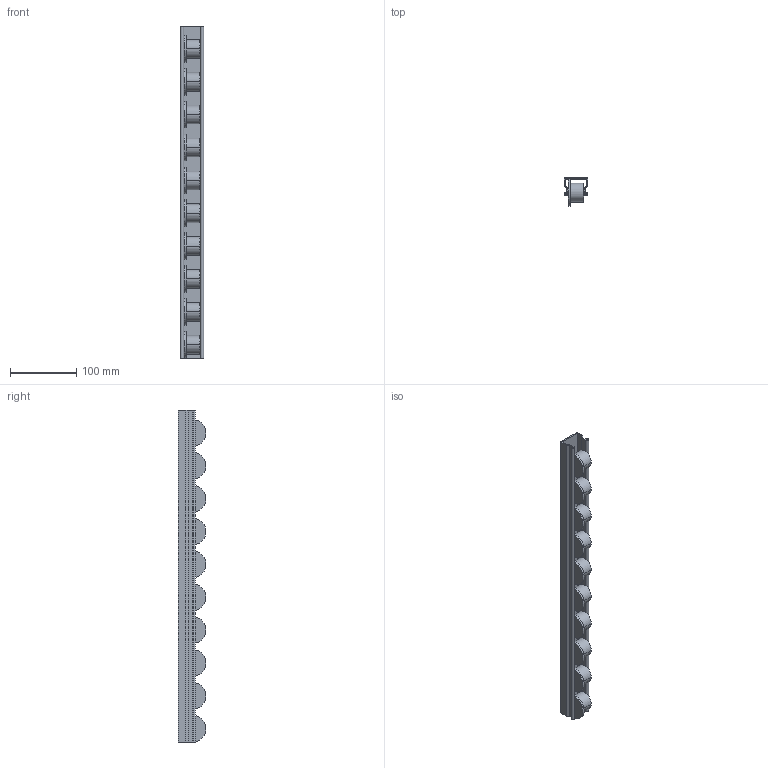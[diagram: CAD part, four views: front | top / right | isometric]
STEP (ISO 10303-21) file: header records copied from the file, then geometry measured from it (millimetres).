
FILE_DESCRIPTION (( 'STEP AP214' ), '1' );
FILE_NAME ('6750010', '2019-02-01T13:00:33', ( '' ), ('JUGARD+KÜNSTNER GmbH'), 'SwSTEP 2.0', 'SolidWorks 2017', '' );
FILE_SCHEMA (( 'AUTOMOTIVE_DESIGN' ));
Length unit declared in the file: millimetre
Products named in the file (1): 6750010_CNAJF00
Bounding box: 35 x 42 x 500 mm (x, y, z)
Volume: 238178.4 mm3; surface area: 144055 mm2
Topology: 11 solids, 11 shells, 96 faces, 192 edges, 128 vertices
Faces by surface type: plane 52, cylinder 44
Entity records: 2648 total; most frequent: DIRECTION 474, CARTESIAN_POINT 417, ORIENTED_EDGE 384, EDGE_CURVE 192, AXIS2_PLACEMENT_3D 185, VERTEX_POINT 128, EDGE_LOOP 106, LINE 104
